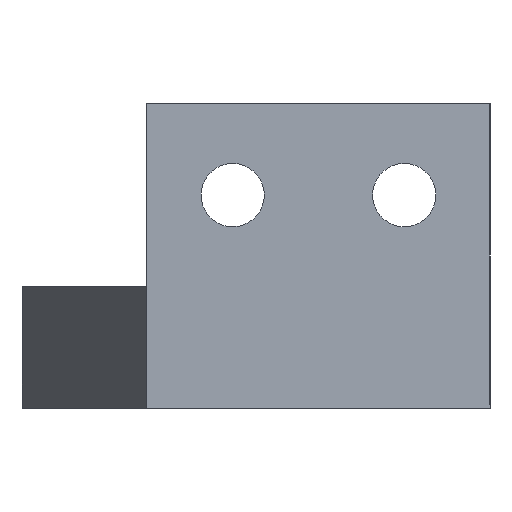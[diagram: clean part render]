
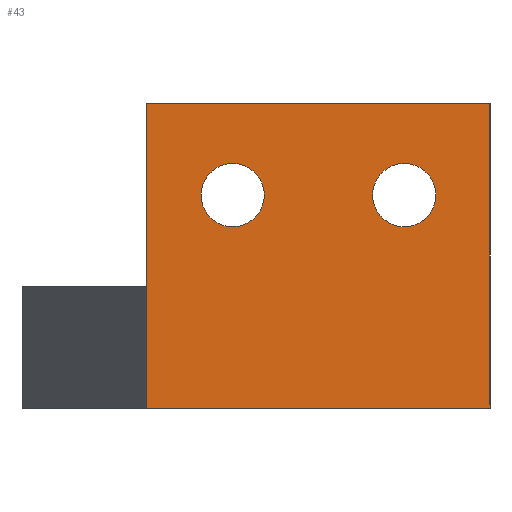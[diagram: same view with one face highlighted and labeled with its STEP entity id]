
A CAD part, front view. The second image highlights one B-rep face of the part: STEP entity #43.
In plain terms, the highlighted planar face has unit normal (0, -1, 0).
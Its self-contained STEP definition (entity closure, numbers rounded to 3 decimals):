
#2 = DIRECTION ( 'NONE',  ( 0., 1., 0. ) ) ;
#8 = VECTOR ( 'NONE', #371, 1000. ) ;
#14 = CARTESIAN_POINT ( 'NONE',  ( 507.434, 0., 25. ) ) ;
#20 = AXIS2_PLACEMENT_3D ( 'NONE', #379, #2, #596 ) ;
#38 = CIRCLE ( 'NONE', #539, 2.6 ) ;
#40 = DIRECTION ( 'NONE',  ( 0., 1., 0. ) ) ;
#41 = DIRECTION ( 'NONE',  ( 0., 1., 0. ) ) ;
#43 = ADVANCED_FACE ( 'NONE', ( #685, #695, #409 ), #203, .F. ) ;
#45 = CARTESIAN_POINT ( 'NONE',  ( 528.577, 0., 17.5 ) ) ;
#53 = EDGE_CURVE ( 'NONE', #422, #229, #38, .T. ) ;
#63 = DIRECTION ( 'NONE',  ( 1., 0., 0. ) ) ;
#101 = DIRECTION ( 'NONE',  ( 0., 0., -1. ) ) ;
#102 = EDGE_LOOP ( 'NONE', ( #280, #155 ) ) ;
#119 = CARTESIAN_POINT ( 'NONE',  ( 507.434, 0., 0. ) ) ;
#121 = CIRCLE ( 'NONE', #20, 2.6 ) ;
#122 = ORIENTED_EDGE ( 'NONE', *, *, #611, .F. ) ;
#130 = DIRECTION ( 'NONE',  ( 0., 0., 1. ) ) ;
#139 = DIRECTION ( 'NONE',  ( 0., 1., 0. ) ) ;
#141 = ORIENTED_EDGE ( 'NONE', *, *, #590, .T. ) ;
#146 = ORIENTED_EDGE ( 'NONE', *, *, #266, .F. ) ;
#154 = CARTESIAN_POINT ( 'NONE',  ( 535.625, 0., 10. ) ) ;
#155 = ORIENTED_EDGE ( 'NONE', *, *, #341, .T. ) ;
#161 = EDGE_CURVE ( 'NONE', #395, #420, #230, .T. ) ;
#202 = CARTESIAN_POINT ( 'NONE',  ( 535.625, 0., 0. ) ) ;
#203 = PLANE ( 'NONE',  #205 ) ;
#205 = AXIS2_PLACEMENT_3D ( 'NONE', #473, #139, #529 ) ;
#221 = CIRCLE ( 'NONE', #622, 2.6 ) ;
#229 = VERTEX_POINT ( 'NONE', #503 ) ;
#230 = LINE ( 'NONE', #119, #268 ) ;
#239 = CARTESIAN_POINT ( 'NONE',  ( 514.482, 0., 17.5 ) ) ;
#245 = CARTESIAN_POINT ( 'NONE',  ( 514.482, 0., 17.5 ) ) ;
#253 = DIRECTION ( 'NONE',  ( 0., 0., 1. ) ) ;
#266 = EDGE_CURVE ( 'NONE', #446, #621, #598, .T. ) ;
#268 = VECTOR ( 'NONE', #616, 1000. ) ;
#280 = ORIENTED_EDGE ( 'NONE', *, *, #411, .T. ) ;
#294 = ORIENTED_EDGE ( 'NONE', *, *, #508, .T. ) ;
#295 = EDGE_LOOP ( 'NONE', ( #574, #122, #146, #141 ) ) ;
#307 = LINE ( 'NONE', #531, #8 ) ;
#310 = CARTESIAN_POINT ( 'NONE',  ( 507.434, 0., 0. ) ) ;
#341 = EDGE_CURVE ( 'NONE', #360, #394, #121, .T. ) ;
#350 = LINE ( 'NONE', #154, #528 ) ;
#358 = DIRECTION ( 'NONE',  ( 0., 0., 1. ) ) ;
#360 = VERTEX_POINT ( 'NONE', #383 ) ;
#371 = DIRECTION ( 'NONE',  ( 0., 0., -1. ) ) ;
#379 = CARTESIAN_POINT ( 'NONE',  ( 528.577, 0., 17.5 ) ) ;
#383 = CARTESIAN_POINT ( 'NONE',  ( 528.577, 0., 14.9 ) ) ;
#394 = VERTEX_POINT ( 'NONE', #421 ) ;
#395 = VERTEX_POINT ( 'NONE', #310 ) ;
#409 = FACE_OUTER_BOUND ( 'NONE', #295, .T. ) ;
#411 = EDGE_CURVE ( 'NONE', #394, #360, #221, .T. ) ;
#420 = VERTEX_POINT ( 'NONE', #202 ) ;
#421 = CARTESIAN_POINT ( 'NONE',  ( 528.577, 0., 20.1 ) ) ;
#422 = VERTEX_POINT ( 'NONE', #571 ) ;
#446 = VERTEX_POINT ( 'NONE', #14 ) ;
#473 = CARTESIAN_POINT ( 'NONE',  ( 507.434, 0., 10. ) ) ;
#503 = CARTESIAN_POINT ( 'NONE',  ( 514.482, 0., 14.9 ) ) ;
#508 = EDGE_CURVE ( 'NONE', #229, #422, #601, .T. ) ;
#513 = ORIENTED_EDGE ( 'NONE', *, *, #53, .T. ) ;
#514 = CARTESIAN_POINT ( 'NONE',  ( 535.625, 0., 25. ) ) ;
#525 = EDGE_LOOP ( 'NONE', ( #513, #294 ) ) ;
#528 = VECTOR ( 'NONE', #101, 1000. ) ;
#529 = DIRECTION ( 'NONE',  ( 0., 0., 1. ) ) ;
#531 = CARTESIAN_POINT ( 'NONE',  ( 507.434, 0., 10. ) ) ;
#539 = AXIS2_PLACEMENT_3D ( 'NONE', #245, #41, #358 ) ;
#550 = CARTESIAN_POINT ( 'NONE',  ( 507.434, 0., 25. ) ) ;
#571 = CARTESIAN_POINT ( 'NONE',  ( 514.482, 0., 20.1 ) ) ;
#574 = ORIENTED_EDGE ( 'NONE', *, *, #161, .T. ) ;
#590 = EDGE_CURVE ( 'NONE', #446, #395, #307, .T. ) ;
#596 = DIRECTION ( 'NONE',  ( 0., 0., 1. ) ) ;
#598 = LINE ( 'NONE', #550, #683 ) ;
#601 = CIRCLE ( 'NONE', #657, 2.6 ) ;
#611 = EDGE_CURVE ( 'NONE', #621, #420, #350, .T. ) ;
#616 = DIRECTION ( 'NONE',  ( 1., 0., 0. ) ) ;
#621 = VERTEX_POINT ( 'NONE', #514 ) ;
#622 = AXIS2_PLACEMENT_3D ( 'NONE', #45, #40, #253 ) ;
#657 = AXIS2_PLACEMENT_3D ( 'NONE', #239, #675, #130 ) ;
#675 = DIRECTION ( 'NONE',  ( 0., 1., 0. ) ) ;
#683 = VECTOR ( 'NONE', #63, 1000. ) ;
#685 = FACE_BOUND ( 'NONE', #102, .T. ) ;
#695 = FACE_BOUND ( 'NONE', #525, .T. ) ;
